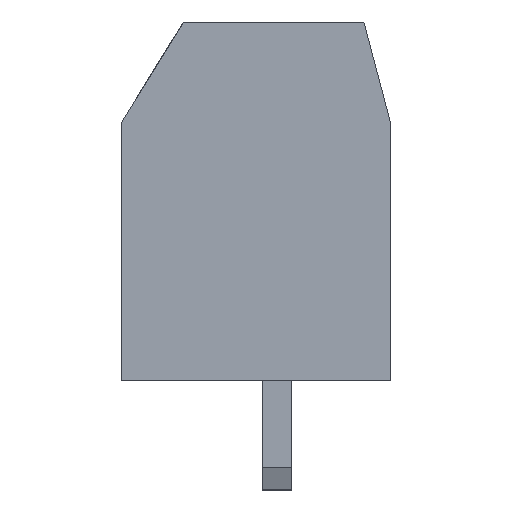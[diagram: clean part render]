
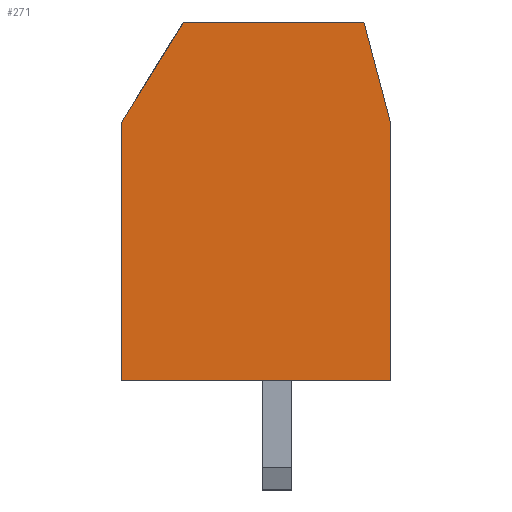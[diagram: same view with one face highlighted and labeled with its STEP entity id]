
A CAD part, left-side view. The second image highlights one B-rep face of the part: STEP entity #271.
In plain terms, the highlighted planar face has unit normal (-1, 0, 0).
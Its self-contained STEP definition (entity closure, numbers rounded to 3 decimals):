
#15 = VERTEX_POINT ( 'NONE', #9660 ) ;
#260 = CARTESIAN_POINT ( 'NONE',  ( -7.62, 4.327, 10. ) ) ;
#271 = ADVANCED_FACE ( 'NONE', ( #10423 ), #10227, .F. ) ;
#702 = CARTESIAN_POINT ( 'NONE',  ( -7.62, -2.433, 10. ) ) ;
#911 = VECTOR ( 'NONE', #2031, 1000. ) ;
#1009 = CARTESIAN_POINT ( 'NONE',  ( -7.62, 2.597, 10. ) ) ;
#1103 = ORIENTED_EDGE ( 'NONE', *, *, #2381, .F. ) ;
#1523 = CARTESIAN_POINT ( 'NONE',  ( -7.62, -3.173, 0. ) ) ;
#1930 = EDGE_LOOP ( 'NONE', ( #9491, #12473, #9334, #8078, #4970, #1103 ) ) ;
#2031 = DIRECTION ( 'NONE',  ( 0., 0., -1. ) ) ;
#2381 = EDGE_CURVE ( 'NONE', #3579, #5777, #6370, .T. ) ;
#2677 = LINE ( 'NONE', #11800, #6767 ) ;
#2700 = CARTESIAN_POINT ( 'NONE',  ( -7.62, 4.327, 0. ) ) ;
#2774 = EDGE_CURVE ( 'NONE', #6971, #5777, #12637, .T. ) ;
#3523 = VERTEX_POINT ( 'NONE', #1009 ) ;
#3579 = VERTEX_POINT ( 'NONE', #6209 ) ;
#3651 = DIRECTION ( 'NONE',  ( 0., 0., -1. ) ) ;
#4608 = CARTESIAN_POINT ( 'NONE',  ( -7.62, 4.327, 10. ) ) ;
#4970 = ORIENTED_EDGE ( 'NONE', *, *, #2774, .T. ) ;
#5568 = DIRECTION ( 'NONE',  ( 0., -0.526, 0.851 ) ) ;
#5777 = VERTEX_POINT ( 'NONE', #6099 ) ;
#6099 = CARTESIAN_POINT ( 'NONE',  ( -7.62, -3.173, 0. ) ) ;
#6209 = CARTESIAN_POINT ( 'NONE',  ( -7.62, -3.173, 7.2 ) ) ;
#6370 = LINE ( 'NONE', #12129, #11306 ) ;
#6542 = DIRECTION ( 'NONE',  ( 0., -1., 0. ) ) ;
#6767 = VECTOR ( 'NONE', #5568, 1000. ) ;
#6971 = VERTEX_POINT ( 'NONE', #2700 ) ;
#7022 = LINE ( 'NONE', #702, #11466 ) ;
#8078 = ORIENTED_EDGE ( 'NONE', *, *, #10344, .T. ) ;
#8118 = EDGE_CURVE ( 'NONE', #3523, #15, #11104, .T. ) ;
#8579 = DIRECTION ( 'NONE',  ( 1., 0., 0. ) ) ;
#8816 = DIRECTION ( 'NONE',  ( 0., -0.256, -0.967 ) ) ;
#9334 = ORIENTED_EDGE ( 'NONE', *, *, #9412, .F. ) ;
#9412 = EDGE_CURVE ( 'NONE', #11248, #3523, #2677, .T. ) ;
#9491 = ORIENTED_EDGE ( 'NONE', *, *, #10706, .F. ) ;
#9660 = CARTESIAN_POINT ( 'NONE',  ( -7.62, -2.433, 10. ) ) ;
#10044 = DIRECTION ( 'NONE',  ( 0., -1., 0. ) ) ;
#10106 = CARTESIAN_POINT ( 'NONE',  ( -7.62, 4.327, 10. ) ) ;
#10227 = PLANE ( 'NONE',  #12745 ) ;
#10344 = EDGE_CURVE ( 'NONE', #11248, #6971, #10835, .T. ) ;
#10397 = DIRECTION ( 'NONE',  ( 0., 0., -1. ) ) ;
#10423 = FACE_OUTER_BOUND ( 'NONE', #1930, .T. ) ;
#10706 = EDGE_CURVE ( 'NONE', #15, #3579, #7022, .T. ) ;
#10835 = LINE ( 'NONE', #260, #911 ) ;
#11104 = LINE ( 'NONE', #10106, #12675 ) ;
#11111 = VECTOR ( 'NONE', #6542, 1000. ) ;
#11248 = VERTEX_POINT ( 'NONE', #12011 ) ;
#11306 = VECTOR ( 'NONE', #10397, 1000. ) ;
#11466 = VECTOR ( 'NONE', #8816, 1000. ) ;
#11800 = CARTESIAN_POINT ( 'NONE',  ( -7.62, 2.597, 10. ) ) ;
#12011 = CARTESIAN_POINT ( 'NONE',  ( -7.62, 4.327, 7.2 ) ) ;
#12129 = CARTESIAN_POINT ( 'NONE',  ( -7.62, -3.173, 10. ) ) ;
#12473 = ORIENTED_EDGE ( 'NONE', *, *, #8118, .F. ) ;
#12637 = LINE ( 'NONE', #1523, #11111 ) ;
#12675 = VECTOR ( 'NONE', #10044, 1000. ) ;
#12745 = AXIS2_PLACEMENT_3D ( 'NONE', #4608, #8579, #3651 ) ;
